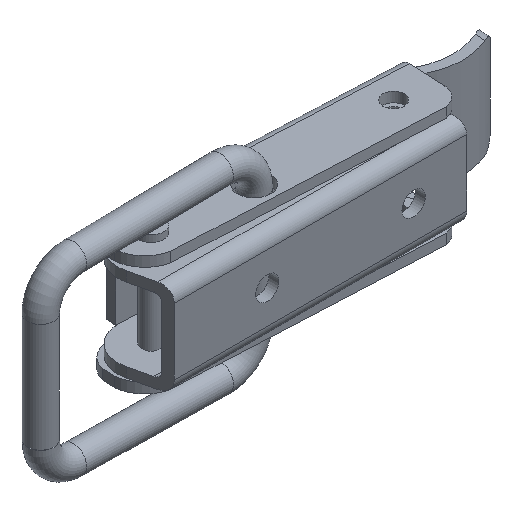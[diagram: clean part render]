
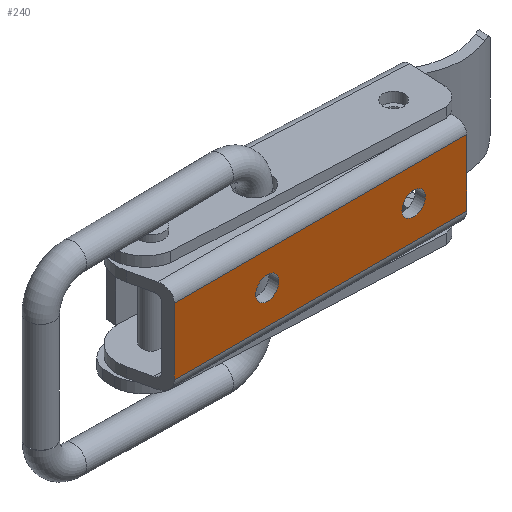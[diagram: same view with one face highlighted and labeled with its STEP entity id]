
A CAD part, isometric view. The second image highlights one B-rep face of the part: STEP entity #240.
In plain terms, the highlighted planar face has unit normal (0, -1, 0).
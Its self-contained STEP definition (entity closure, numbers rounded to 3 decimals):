
#240 = ADVANCED_FACE( '', ( #532, #533, #534 ), #535, .F. );
#532 = FACE_BOUND( '', #929, .T. );
#533 = FACE_BOUND( '', #930, .T. );
#534 = FACE_OUTER_BOUND( '', #931, .T. );
#535 = PLANE( '', #932 );
#929 = EDGE_LOOP( '', ( #1464 ) );
#930 = EDGE_LOOP( '', ( #1465 ) );
#931 = EDGE_LOOP( '', ( #1466, #1467, #1468, #1469 ) );
#932 = AXIS2_PLACEMENT_3D( '', #1470, #1471, #1472 );
#1464 = ORIENTED_EDGE( '', *, *, #2366, .T. );
#1465 = ORIENTED_EDGE( '', *, *, #2367, .T. );
#1466 = ORIENTED_EDGE( '', *, *, #2368, .T. );
#1467 = ORIENTED_EDGE( '', *, *, #2369, .F. );
#1468 = ORIENTED_EDGE( '', *, *, #2370, .F. );
#1469 = ORIENTED_EDGE( '', *, *, #2371, .T. );
#1470 = CARTESIAN_POINT( '', ( 40.5, -7., 5. ) );
#1471 = DIRECTION( '', ( 0., 1., 0. ) );
#1472 = DIRECTION( '', ( 0., 0., 1. ) );
#2366 = EDGE_CURVE( '', #2830, #2830, #2831, .T. );
#2367 = EDGE_CURVE( '', #2832, #2832, #2833, .T. );
#2368 = EDGE_CURVE( '', #2834, #2835, #2836, .T. );
#2369 = EDGE_CURVE( '', #2837, #2835, #2838, .T. );
#2370 = EDGE_CURVE( '', #2839, #2837, #2840, .T. );
#2371 = EDGE_CURVE( '', #2839, #2834, #2841, .T. );
#2830 = VERTEX_POINT( '', #3459 );
#2831 = CIRCLE( '', #3460, 1.75 );
#2832 = VERTEX_POINT( '', #3461 );
#2833 = CIRCLE( '', #3462, 1.75 );
#2834 = VERTEX_POINT( '', #3463 );
#2835 = VERTEX_POINT( '', #3464 );
#2836 = LINE( '', #3465, #3466 );
#2837 = VERTEX_POINT( '', #3467 );
#2838 = LINE( '', #3468, #3469 );
#2839 = VERTEX_POINT( '', #3470 );
#2840 = LINE( '', #3471, #3472 );
#2841 = LINE( '', #3473, #3474 );
#3459 = CARTESIAN_POINT( '', ( 12.25, -7., 0. ) );
#3460 = AXIS2_PLACEMENT_3D( '', #4124, #4125, #4126 );
#3461 = CARTESIAN_POINT( '', ( 34.25, -7., 0. ) );
#3462 = AXIS2_PLACEMENT_3D( '', #4127, #4128, #4129 );
#3463 = CARTESIAN_POINT( '', ( -3.5, -7., 5. ) );
#3464 = CARTESIAN_POINT( '', ( -3.5, -7., -5. ) );
#3465 = CARTESIAN_POINT( '', ( -3.5, -7., 7. ) );
#3466 = VECTOR( '', #4130, 1000. );
#3467 = CARTESIAN_POINT( '', ( 40.5, -7., -5. ) );
#3468 = CARTESIAN_POINT( '', ( 40.5, -7., -5. ) );
#3469 = VECTOR( '', #4131, 1000. );
#3470 = CARTESIAN_POINT( '', ( 40.5, -7., 5. ) );
#3471 = CARTESIAN_POINT( '', ( 40.5, -7., 5. ) );
#3472 = VECTOR( '', #4132, 1000. );
#3473 = CARTESIAN_POINT( '', ( 40.5, -7., 5. ) );
#3474 = VECTOR( '', #4133, 1000. );
#4124 = CARTESIAN_POINT( '', ( 10.5, -7., 0. ) );
#4125 = DIRECTION( '', ( 0., 1., 0. ) );
#4126 = DIRECTION( '', ( 1., 0., 0. ) );
#4127 = CARTESIAN_POINT( '', ( 32.5, -7., 0. ) );
#4128 = DIRECTION( '', ( 0., 1., 0. ) );
#4129 = DIRECTION( '', ( 1., 0., 0. ) );
#4130 = DIRECTION( '', ( 0., 0., -1. ) );
#4131 = DIRECTION( '', ( -1., 0., 0. ) );
#4132 = DIRECTION( '', ( 0., 0., -1. ) );
#4133 = DIRECTION( '', ( -1., 0., 0. ) );
